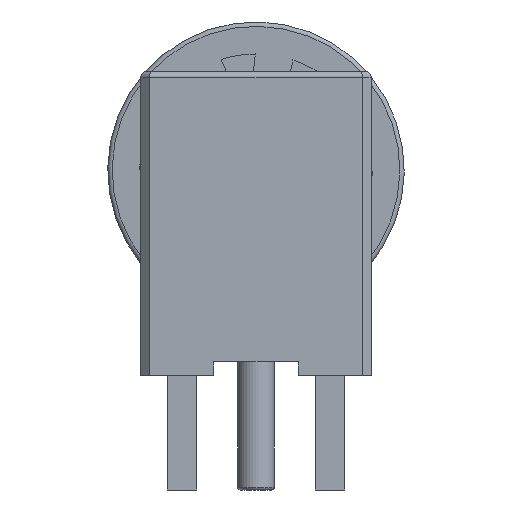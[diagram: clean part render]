
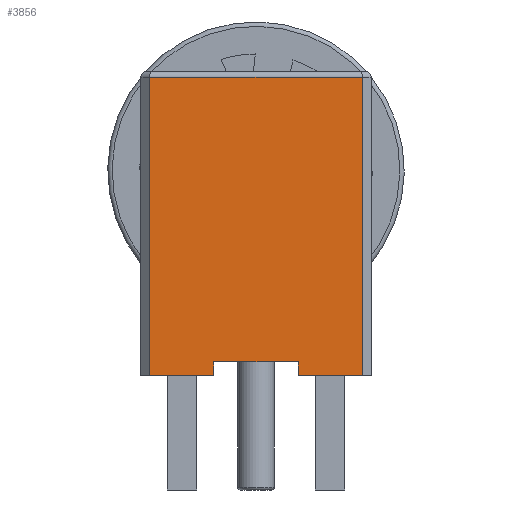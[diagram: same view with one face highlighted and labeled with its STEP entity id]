
A CAD part, left-side view. The second image highlights one B-rep face of the part: STEP entity #3856.
In plain terms, the highlighted planar face has unit normal (-1, 0, 0).
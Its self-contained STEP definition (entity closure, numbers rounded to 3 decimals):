
#502=LINE('',#18576,#779);
#520=LINE('',#18612,#797);
#524=LINE('',#18620,#801);
#525=LINE('',#18622,#802);
#526=LINE('',#18625,#803);
#527=LINE('',#18627,#804);
#528=LINE('',#18629,#805);
#529=LINE('',#18630,#806);
#779=VECTOR('',#5967,1000.);
#797=VECTOR('',#5997,1000.);
#801=VECTOR('',#6003,1000.);
#802=VECTOR('',#6006,1000.);
#803=VECTOR('',#6007,1000.);
#804=VECTOR('',#6008,1000.);
#805=VECTOR('',#6009,1000.);
#806=VECTOR('',#6010,1000.);
#1777=ORIENTED_EDGE('',*,*,#2480,.T.);
#1778=ORIENTED_EDGE('',*,*,#2481,.T.);
#1779=ORIENTED_EDGE('',*,*,#2482,.T.);
#1780=ORIENTED_EDGE('',*,*,#2483,.F.);
#1781=ORIENTED_EDGE('',*,*,#2475,.T.);
#1782=ORIENTED_EDGE('',*,*,#2457,.F.);
#1783=ORIENTED_EDGE('',*,*,#2479,.F.);
#1784=ORIENTED_EDGE('',*,*,#2484,.T.);
#2457=EDGE_CURVE('',#2886,#2885,#502,.T.);
#2475=EDGE_CURVE('',#2899,#2885,#520,.T.);
#2479=EDGE_CURVE('',#2901,#2886,#524,.T.);
#2480=EDGE_CURVE('',#2902,#2903,#525,.T.);
#2481=EDGE_CURVE('',#2903,#2904,#526,.T.);
#2482=EDGE_CURVE('',#2904,#2905,#527,.T.);
#2483=EDGE_CURVE('',#2899,#2905,#528,.T.);
#2484=EDGE_CURVE('',#2901,#2902,#529,.T.);
#2885=VERTEX_POINT('',#18573);
#2886=VERTEX_POINT('',#18575);
#2899=VERTEX_POINT('',#18613);
#2901=VERTEX_POINT('',#18619);
#2902=VERTEX_POINT('',#18623);
#2903=VERTEX_POINT('',#18624);
#2904=VERTEX_POINT('',#18626);
#2905=VERTEX_POINT('',#18628);
#3271=EDGE_LOOP('',(#1777,#1778,#1779,#1780,#1781,#1782,#1783,#1784));
#3528=FACE_BOUND('',#3271,.T.);
#3649=PLANE('',#5253);
#3856=ADVANCED_FACE('',(#3528),#3649,.F.);
#5253=AXIS2_PLACEMENT_3D('',#18621,#6004,#6005);
#5967=DIRECTION('',(0.,1.,0.));
#5997=DIRECTION('',(0.,0.,1.));
#6003=DIRECTION('',(0.,0.,1.));
#6004=DIRECTION('',(1.,0.,0.));
#6005=DIRECTION('',(0.,0.,-1.));
#6006=DIRECTION('',(0.,0.,1.));
#6007=DIRECTION('',(0.,1.,0.));
#6008=DIRECTION('',(0.,0.,-1.));
#6009=DIRECTION('',(0.,1.,0.));
#6010=DIRECTION('',(0.,-1.,0.));
#18573=CARTESIAN_POINT('',(-7.92,1.46,-6.59));
#18575=CARTESIAN_POINT('',(-7.92,-1.46,-6.59));
#18576=CARTESIAN_POINT('',(-7.92,-3.96,-6.59));
#18612=CARTESIAN_POINT('',(-7.92,1.46,-7.06));
#18613=CARTESIAN_POINT('',(-7.92,1.46,-7.06));
#18619=CARTESIAN_POINT('',(-7.92,-1.46,-7.06));
#18620=CARTESIAN_POINT('',(-7.92,-1.46,-7.06));
#18621=CARTESIAN_POINT('',(-7.92,-3.96,-6.59));
#18622=CARTESIAN_POINT('',(-7.92,-3.66,-6.59));
#18623=CARTESIAN_POINT('',(-7.92,-3.66,-7.06));
#18624=CARTESIAN_POINT('',(-7.92,-3.66,3.2));
#18625=CARTESIAN_POINT('',(-7.92,-3.96,3.2));
#18626=CARTESIAN_POINT('',(-7.92,3.66,3.2));
#18627=CARTESIAN_POINT('',(-7.92,3.66,-6.59));
#18628=CARTESIAN_POINT('',(-7.92,3.66,-7.06));
#18629=CARTESIAN_POINT('',(-7.92,1.46,-7.06));
#18630=CARTESIAN_POINT('',(-7.92,-1.46,-7.06));
